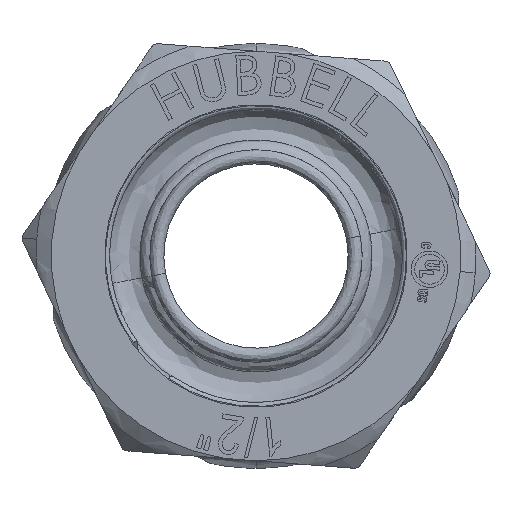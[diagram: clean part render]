
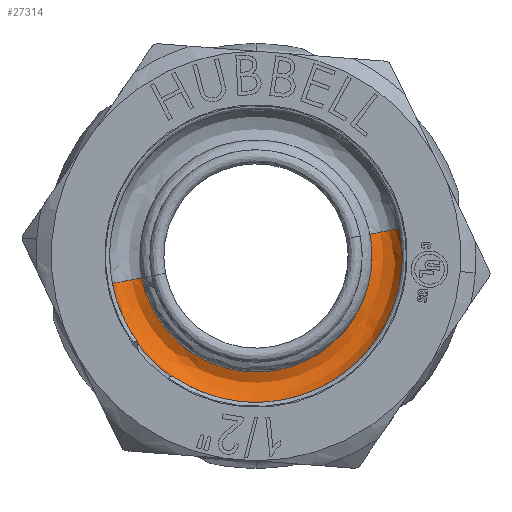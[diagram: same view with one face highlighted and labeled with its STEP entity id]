
A CAD part, left-side view. The second image highlights one B-rep face of the part: STEP entity #27314.
In plain terms, the highlighted free-form (B-spline) face has degree [3, 3] with [4, 4] control points.
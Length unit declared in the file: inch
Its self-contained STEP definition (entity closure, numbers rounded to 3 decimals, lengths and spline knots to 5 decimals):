
#638 = CARTESIAN_POINT ( 'NONE',  ( -1.02931, -0.49534, 1.1131 ) ) ;
#885 = CARTESIAN_POINT ( 'NONE',  ( -1.02931, -0.13767, 1.04469 ) ) ;
#1761 = CARTESIAN_POINT ( 'NONE',  ( -1.02931, -0.55182, 0.50285 ) ) ;
#1888 = CARTESIAN_POINT ( 'NONE',  ( -0.91099, -0.43724, 1.10199 ) ) ;
#1943 = CARTESIAN_POINT ( 'NONE',  ( -1.02931, 0.27811, 0.96517 ) ) ;
#2658 = DIRECTION ( 'NONE',  ( 0., 0.982, -0.188 ) ) ;
#3206 = VERTEX_POINT ( 'NONE', #22942 ) ;
#3422 = DIRECTION ( 'NONE',  ( 0., 0.982, -0.188 ) ) ;
#4295 = CARTESIAN_POINT ( 'NONE',  ( -1.02931, -0.43724, 1.10199 ) ) ;
#4420 = CARTESIAN_POINT ( 'NONE',  ( -1.02931, 0.04732, 0.38826 ) ) ;
#4438 = CARTESIAN_POINT ( 'NONE',  ( -1.02931, -0.13767, 1.04469 ) ) ;
#7567 = CARTESIAN_POINT ( 'NONE',  ( -1.02931, 0.11907, 0.13362 ) ) ;
#7998 = CARTESIAN_POINT ( 'NONE',  ( -0.91099, 0.04732, 0.38826 ) ) ;
#8422 = AXIS2_PLACEMENT_3D ( 'NONE', #638, #21728, #16583 ) ;
#8493 = EDGE_LOOP ( 'NONE', ( #18110, #32815, #25225, #29936 ) ) ;
#9200 = EDGE_CURVE ( 'NONE', #19651, #27945, #28784, .T. ) ;
#9575 = EDGE_CURVE ( 'NONE', #3206, #24676, #12496, .T. ) ;
#9579 = AXIS2_PLACEMENT_3D ( 'NONE', #10795, #32246, #2658 ) ;
#10153 = CARTESIAN_POINT ( 'NONE',  ( -1.02931, -0.43724, 1.10199 ) ) ;
#10688 = CARTESIAN_POINT ( 'NONE',  ( -1.02931, -0.55344, 1.12421 ) ) ;
#10795 = CARTESIAN_POINT ( 'NONE',  ( -1.02931, 0.22001, 0.97629 ) ) ;
#11054 = CIRCLE ( 'NONE', #25983, 0.42331 ) ;
#12496 = CIRCLE ( 'NONE', #9579, 0.05916 ) ;
#12747 =( BOUNDED_SURFACE ( )  B_SPLINE_SURFACE ( 3, 3, ( 
 ( #4295, #1761, #4420, #31101 ),
 ( #1888, #34492, #7998, #26542 ),
 ( #23792, #21325, #18183, #34155 ),
 ( #10688, #21214, #7567, #31449 ) ),
 .UNSPECIFIED., .F., .F., .T. ) 
 B_SPLINE_SURFACE_WITH_KNOTS ( ( 4, 4 ),
 ( 4, 4 ),
 ( 0., 1. ),
 ( 0., 1. ),
 .UNSPECIFIED. ) 
 GEOMETRIC_REPRESENTATION_ITEM ( )  RATIONAL_B_SPLINE_SURFACE ( (
 ( 1., 0.333, 0.333, 1.),
 ( 0.333, 0.111, 0.111, 0.333),
 ( 0.333, 0.111, 0.111, 0.333),
 ( 1., 0.333, 0.333, 1.) ) ) 
 REPRESENTATION_ITEM ( '' )  SURFACE ( )  );
#15358 = EDGE_CURVE ( 'NONE', #27945, #24676, #11054, .T. ) ;
#16459 = AXIS2_PLACEMENT_3D ( 'NONE', #885, #27550, #3422 ) ;
#16583 = DIRECTION ( 'NONE',  ( 0., -0.982, 0.188 ) ) ;
#17964 = CIRCLE ( 'NONE', #16459, 0.305 ) ;
#18110 = ORIENTED_EDGE ( 'NONE', *, *, #9200, .F. ) ;
#18183 = CARTESIAN_POINT ( 'NONE',  ( -0.91099, 0.11907, 0.13362 ) ) ;
#19651 = VERTEX_POINT ( 'NONE', #10153 ) ;
#21214 = CARTESIAN_POINT ( 'NONE',  ( -1.02931, -0.71248, 0.29266 ) ) ;
#21325 = CARTESIAN_POINT ( 'NONE',  ( -0.91099, -0.71248, 0.29266 ) ) ;
#21728 = DIRECTION ( 'NONE',  ( 0., -0.188, -0.982 ) ) ;
#22942 = CARTESIAN_POINT ( 'NONE',  ( -1.02931, 0.1619, 0.9874 ) ) ;
#23116 = DIRECTION ( 'NONE',  ( 1., 0., 0. ) ) ;
#23792 = CARTESIAN_POINT ( 'NONE',  ( -0.91099, -0.55344, 1.12421 ) ) ;
#24480 = EDGE_CURVE ( 'NONE', #3206, #19651, #17964, .T. ) ;
#24676 = VERTEX_POINT ( 'NONE', #1943 ) ;
#25225 = ORIENTED_EDGE ( 'NONE', *, *, #9575, .T. ) ;
#25433 = FACE_OUTER_BOUND ( 'NONE', #8493, .T. ) ;
#25983 = AXIS2_PLACEMENT_3D ( 'NONE', #4438, #23116, #33460 ) ;
#26542 = CARTESIAN_POINT ( 'NONE',  ( -0.91099, 0.1619, 0.9874 ) ) ;
#27314 = ADVANCED_FACE ( 'NONE', ( #25433 ), #12747, .F. ) ;
#27550 = DIRECTION ( 'NONE',  ( -1., 0., 0. ) ) ;
#27945 = VERTEX_POINT ( 'NONE', #31542 ) ;
#28784 = CIRCLE ( 'NONE', #8422, 0.05916 ) ;
#29936 = ORIENTED_EDGE ( 'NONE', *, *, #15358, .F. ) ;
#31101 = CARTESIAN_POINT ( 'NONE',  ( -1.02931, 0.1619, 0.9874 ) ) ;
#31449 = CARTESIAN_POINT ( 'NONE',  ( -1.02931, 0.27811, 0.96517 ) ) ;
#31542 = CARTESIAN_POINT ( 'NONE',  ( -1.02931, -0.55344, 1.12421 ) ) ;
#32246 = DIRECTION ( 'NONE',  ( 0., 0.188, 0.982 ) ) ;
#32815 = ORIENTED_EDGE ( 'NONE', *, *, #24480, .F. ) ;
#33460 = DIRECTION ( 'NONE',  ( 0., 0.982, -0.188 ) ) ;
#34155 = CARTESIAN_POINT ( 'NONE',  ( -0.91099, 0.27811, 0.96517 ) ) ;
#34492 = CARTESIAN_POINT ( 'NONE',  ( -0.91099, -0.55182, 0.50285 ) ) ;
